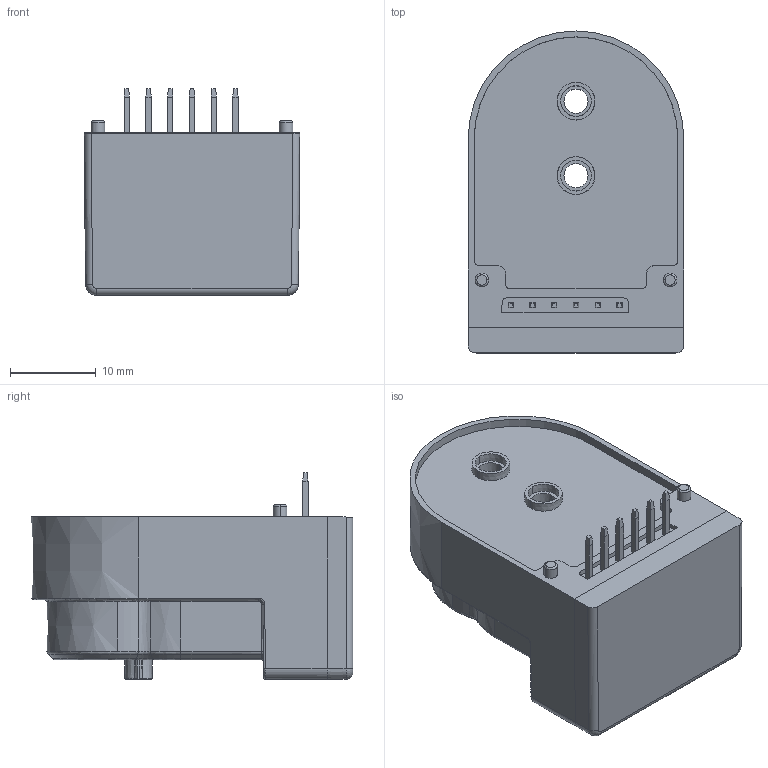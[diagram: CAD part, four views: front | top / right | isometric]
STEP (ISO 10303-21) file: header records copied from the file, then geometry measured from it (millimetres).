
FILE_DESCRIPTION(('CoCreate Modeling STEP Export'),'2;1');
FILE_NAME('BRCS04_For_Customer.stp','2018-11-30T18:33:52',(''),(''),'CoCreate Modeling STEP processor for AP214 (Solid Model)','CoCreate Modeling 17.0 01-Apr-2010 (C) Parametric Technology GmbH','');
FILE_SCHEMA(('AUTOMOTIVE_DESIGN { 1 0 10303 214 1 1 1 1 }'));
Length unit declared in the file: millimetre
Products named in the file (1): BRCS04
Bounding box: 25.2 x 37.6 x 24.18 mm (x, y, z)
Volume: 10731.7 mm3; surface area: 6950.6 mm2
Topology: 1 solids, 2 shells, 758 faces, 1934 edges, 1217 vertices
Faces by surface type: plane 529, bspline 85, cone 62, cylinder 60, torus 12, extrusion 10
Entity records: 30476 total; most frequent: CARTESIAN_POINT 13411, ORIENTED_EDGE 3868, DIRECTION 2933, EDGE_CURVE 1934, VECTOR 1421, LINE 1411, VERTEX_POINT 1217, EDGE_LOOP 811
